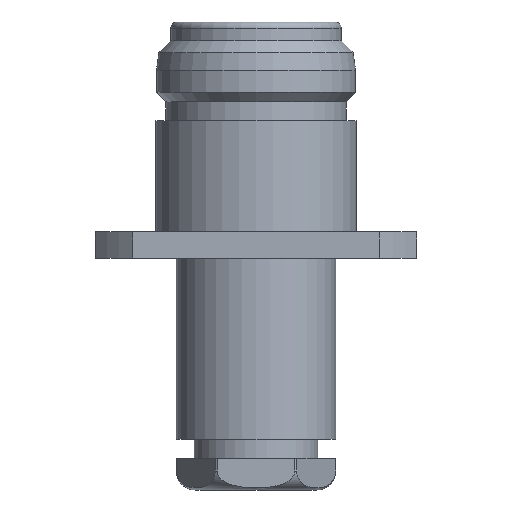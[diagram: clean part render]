
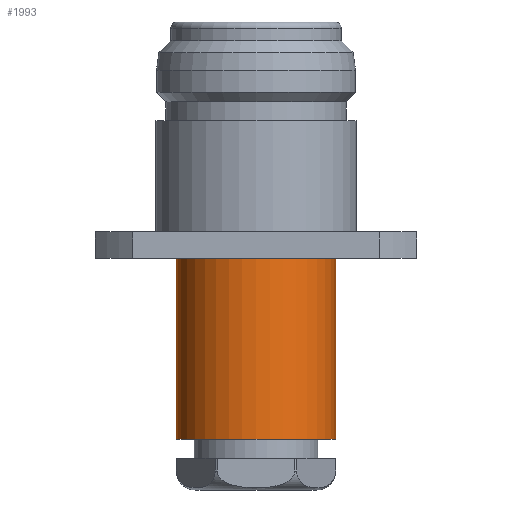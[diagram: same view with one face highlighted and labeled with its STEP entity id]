
A CAD part, front view. The second image highlights one B-rep face of the part: STEP entity #1993.
In plain terms, the highlighted cylindrical face has radius 6.3 mm (diameter 12.6 mm), a partial arc.
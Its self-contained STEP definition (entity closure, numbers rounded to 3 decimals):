
#386 = VERTEX_POINT ( 'NONE', #447 ) ;
#447 = CARTESIAN_POINT ( 'NONE',  ( 6.3, 0., -33. ) ) ;
#515 = CARTESIAN_POINT ( 'NONE',  ( -6.3, 0., 2.331 ) ) ;
#579 = AXIS2_PLACEMENT_3D ( 'NONE', #3020, #3406, #1462 ) ;
#677 = VERTEX_POINT ( 'NONE', #4035 ) ;
#734 = ORIENTED_EDGE ( 'NONE', *, *, #3202, .T. ) ;
#790 = VERTEX_POINT ( 'NONE', #4432 ) ;
#856 = ORIENTED_EDGE ( 'NONE', *, *, #1600, .F. ) ;
#939 = VERTEX_POINT ( 'NONE', #3194 ) ;
#940 = VECTOR ( 'NONE', #1881, 1000. ) ;
#1367 = LINE ( 'NONE', #3749, #940 ) ;
#1434 = EDGE_CURVE ( 'NONE', #790, #386, #4721, .T. ) ;
#1437 = CIRCLE ( 'NONE', #1871, 6.3 ) ;
#1462 = DIRECTION ( 'NONE',  ( 1., 0., 0. ) ) ;
#1600 = EDGE_CURVE ( 'NONE', #790, #677, #3277, .T. ) ;
#1717 = CARTESIAN_POINT ( 'NONE',  ( 0., 0., -18.7 ) ) ;
#1730 = EDGE_CURVE ( 'NONE', #677, #939, #1437, .T. ) ;
#1871 = AXIS2_PLACEMENT_3D ( 'NONE', #1717, #3964, #3950 ) ;
#1881 = DIRECTION ( 'NONE',  ( 0., 0., 1. ) ) ;
#1883 = DIRECTION ( 'NONE',  ( 0., 0., 1. ) ) ;
#1993 = ADVANCED_FACE ( 'NONE', ( #3523 ), #4134, .T. ) ;
#2374 = EDGE_LOOP ( 'NONE', ( #856, #3693, #734, #3113 ) ) ;
#3020 = CARTESIAN_POINT ( 'NONE',  ( 0., 0., 2.331 ) ) ;
#3089 = DIRECTION ( 'NONE',  ( 1., 0., 0. ) ) ;
#3113 = ORIENTED_EDGE ( 'NONE', *, *, #1730, .F. ) ;
#3194 = CARTESIAN_POINT ( 'NONE',  ( 6.3, 0., -18.7 ) ) ;
#3202 = EDGE_CURVE ( 'NONE', #386, #939, #1367, .T. ) ;
#3277 = LINE ( 'NONE', #515, #4289 ) ;
#3406 = DIRECTION ( 'NONE',  ( 0., 0., 1. ) ) ;
#3523 = FACE_OUTER_BOUND ( 'NONE', #2374, .T. ) ;
#3693 = ORIENTED_EDGE ( 'NONE', *, *, #1434, .T. ) ;
#3749 = CARTESIAN_POINT ( 'NONE',  ( 6.3, 0., 2.331 ) ) ;
#3839 = CARTESIAN_POINT ( 'NONE',  ( 0., 0., -33. ) ) ;
#3950 = DIRECTION ( 'NONE',  ( 1., 0., 0. ) ) ;
#3964 = DIRECTION ( 'NONE',  ( 0., 0., 1. ) ) ;
#4035 = CARTESIAN_POINT ( 'NONE',  ( -6.3, 0., -18.7 ) ) ;
#4057 = AXIS2_PLACEMENT_3D ( 'NONE', #3839, #4197, #3089 ) ;
#4134 = CYLINDRICAL_SURFACE ( 'NONE', #579, 6.3 ) ;
#4197 = DIRECTION ( 'NONE',  ( 0., 0., 1. ) ) ;
#4289 = VECTOR ( 'NONE', #1883, 1000. ) ;
#4432 = CARTESIAN_POINT ( 'NONE',  ( -6.3, 0., -33. ) ) ;
#4721 = CIRCLE ( 'NONE', #4057, 6.3 ) ;
